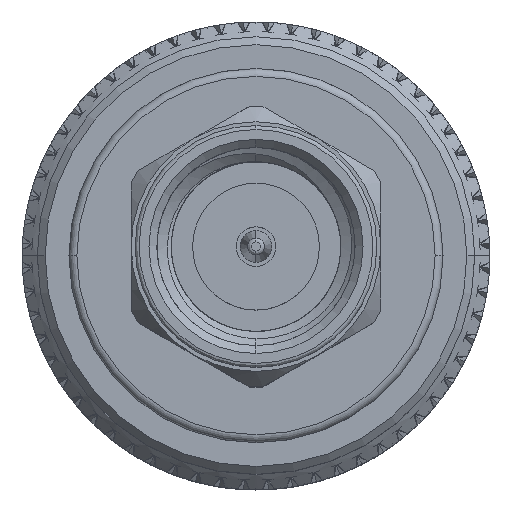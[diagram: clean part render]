
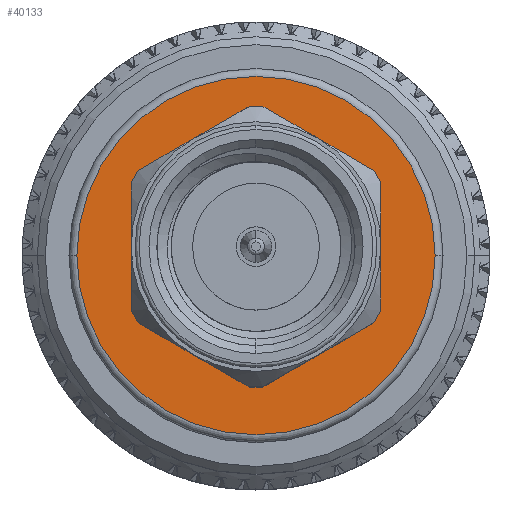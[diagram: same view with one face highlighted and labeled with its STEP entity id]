
A CAD part, top view. The second image highlights one B-rep face of the part: STEP entity #40133.
In plain terms, the highlighted face is planar.
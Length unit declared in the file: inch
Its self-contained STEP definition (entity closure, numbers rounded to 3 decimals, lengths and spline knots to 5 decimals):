
#140 = DIRECTION ( 'NONE',  ( 1., 0., 0. ) ) ;
#1039 = EDGE_LOOP ( 'NONE', ( #83539, #89357 ) ) ;
#2632 = CIRCLE ( 'NONE', #22837, 0.226 ) ;
#3817 = CIRCLE ( 'NONE', #16659, 0.10325 ) ;
#4876 = FACE_OUTER_BOUND ( 'NONE', #1039, .T. ) ;
#5291 = DIRECTION ( 'NONE',  ( -1., 0., 0. ) ) ;
#5939 = DIRECTION ( 'NONE',  ( 0., 0., -1. ) ) ;
#14380 = VERTEX_POINT ( 'NONE', #77996 ) ;
#14566 = CARTESIAN_POINT ( 'NONE',  ( 0.6265, 0., 0. ) ) ;
#16659 = AXIS2_PLACEMENT_3D ( 'NONE', #48844, #5291, #56272 ) ;
#19535 = DIRECTION ( 'NONE',  ( -1., 0., 0. ) ) ;
#22595 = EDGE_LOOP ( 'NONE', ( #58163, #82382 ) ) ;
#22837 = AXIS2_PLACEMENT_3D ( 'NONE', #74681, #82123, #68593 ) ;
#25235 = AXIS2_PLACEMENT_3D ( 'NONE', #14566, #140, #5939 ) ;
#25821 = DIRECTION ( 'NONE',  ( 1., 0., 0. ) ) ;
#32229 = CARTESIAN_POINT ( 'NONE',  ( 0.6265, 0., 0. ) ) ;
#38483 = CARTESIAN_POINT ( 'NONE',  ( 0.6265, 0., -0.10325 ) ) ;
#39542 = PLANE ( 'NONE',  #59081 ) ;
#40133 = ADVANCED_FACE ( 'NONE', ( #85192, #4876 ), #39542, .T. ) ;
#42190 = CARTESIAN_POINT ( 'NONE',  ( 0.6265, 0., 0. ) ) ;
#45029 = EDGE_CURVE ( 'NONE', #80676, #63938, #46590, .T. ) ;
#46590 = CIRCLE ( 'NONE', #47622, 0.10325 ) ;
#47622 = AXIS2_PLACEMENT_3D ( 'NONE', #42190, #19535, #56409 ) ;
#48844 = CARTESIAN_POINT ( 'NONE',  ( 0.6265, 0., 0. ) ) ;
#53998 = EDGE_CURVE ( 'NONE', #63938, #80676, #3817, .T. ) ;
#56272 = DIRECTION ( 'NONE',  ( 0., 0., -1. ) ) ;
#56409 = DIRECTION ( 'NONE',  ( 0., 0., -1. ) ) ;
#58163 = ORIENTED_EDGE ( 'NONE', *, *, #53998, .T. ) ;
#59081 = AXIS2_PLACEMENT_3D ( 'NONE', #32229, #25821, #84521 ) ;
#63938 = VERTEX_POINT ( 'NONE', #38483 ) ;
#68170 = EDGE_CURVE ( 'NONE', #14380, #70307, #78406, .T. ) ;
#68593 = DIRECTION ( 'NONE',  ( 0., 0., -1. ) ) ;
#70307 = VERTEX_POINT ( 'NONE', #82561 ) ;
#74681 = CARTESIAN_POINT ( 'NONE',  ( 0.6265, 0., 0. ) ) ;
#77838 = CARTESIAN_POINT ( 'NONE',  ( 0.6265, 0., 0.10325 ) ) ;
#77996 = CARTESIAN_POINT ( 'NONE',  ( 0.6265, 0., -0.226 ) ) ;
#78406 = CIRCLE ( 'NONE', #25235, 0.226 ) ;
#80676 = VERTEX_POINT ( 'NONE', #77838 ) ;
#81617 = EDGE_CURVE ( 'NONE', #70307, #14380, #2632, .T. ) ;
#82123 = DIRECTION ( 'NONE',  ( 1., 0., 0. ) ) ;
#82382 = ORIENTED_EDGE ( 'NONE', *, *, #45029, .T. ) ;
#82561 = CARTESIAN_POINT ( 'NONE',  ( 0.6265, 0., 0.226 ) ) ;
#83539 = ORIENTED_EDGE ( 'NONE', *, *, #68170, .T. ) ;
#84521 = DIRECTION ( 'NONE',  ( 0., 0., -1. ) ) ;
#85192 = FACE_BOUND ( 'NONE', #22595, .T. ) ;
#89357 = ORIENTED_EDGE ( 'NONE', *, *, #81617, .T. ) ;
